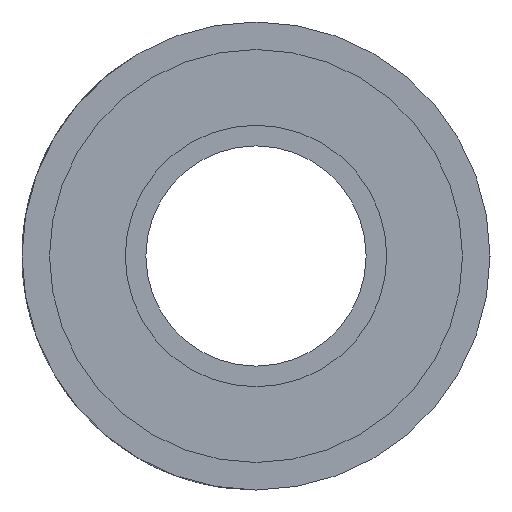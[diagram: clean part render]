
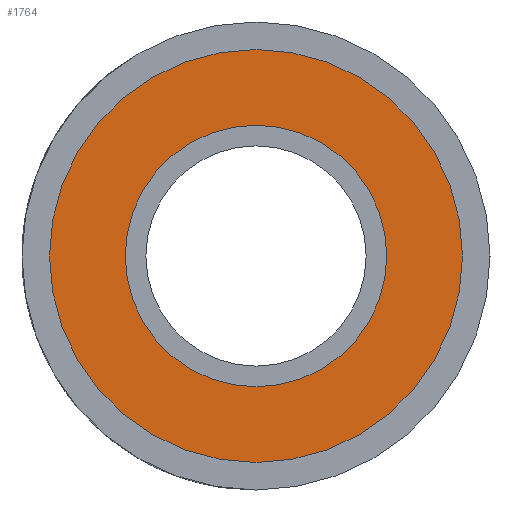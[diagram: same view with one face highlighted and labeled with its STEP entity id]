
A CAD part, left-side view. The second image highlights one B-rep face of the part: STEP entity #1764.
In plain terms, the highlighted planar face has unit normal (-1, 0, 0).
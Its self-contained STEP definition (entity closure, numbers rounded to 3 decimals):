
#351 = DIRECTION ( 'NONE',  ( -1., 0., 0. ) ) ;
#506 = VERTEX_POINT ( 'NONE', #4275 ) ;
#1033 = DIRECTION ( 'NONE',  ( 0., 0., 1. ) ) ;
#1414 = AXIS2_PLACEMENT_3D ( 'NONE', #4320, #9557, #2912 ) ;
#1437 = CIRCLE ( 'NONE', #4526, 4.75 ) ;
#1688 = EDGE_LOOP ( 'NONE', ( #6441, #3254 ) ) ;
#1735 = VERTEX_POINT ( 'NONE', #4998 ) ;
#1764 = ADVANCED_FACE ( 'NONE', ( #2963, #6595 ), #4273, .F. ) ;
#1776 = DIRECTION ( 'NONE',  ( -1., 0., 0. ) ) ;
#1832 = DIRECTION ( 'NONE',  ( 0., 0., -1. ) ) ;
#1980 = CARTESIAN_POINT ( 'NONE',  ( 0., 0., 0. ) ) ;
#2163 = ORIENTED_EDGE ( 'NONE', *, *, #6861, .T. ) ;
#2225 = CARTESIAN_POINT ( 'NONE',  ( 0., 0., 7.5 ) ) ;
#2912 = DIRECTION ( 'NONE',  ( 0., 0., -1. ) ) ;
#2963 = FACE_BOUND ( 'NONE', #1688, .T. ) ;
#3254 = ORIENTED_EDGE ( 'NONE', *, *, #6665, .F. ) ;
#3530 = EDGE_CURVE ( 'NONE', #6327, #8332, #4035, .T. ) ;
#3531 = DIRECTION ( 'NONE',  ( -1., 0., 0. ) ) ;
#3763 = CARTESIAN_POINT ( 'NONE',  ( 0., 0., -7.5 ) ) ;
#4035 = CIRCLE ( 'NONE', #9306, 7.5 ) ;
#4040 = EDGE_LOOP ( 'NONE', ( #2163, #6354 ) ) ;
#4273 = PLANE ( 'NONE',  #1414 ) ;
#4275 = CARTESIAN_POINT ( 'NONE',  ( 0., 0., -4.75 ) ) ;
#4320 = CARTESIAN_POINT ( 'NONE',  ( 0., 0., 0. ) ) ;
#4526 = AXIS2_PLACEMENT_3D ( 'NONE', #1980, #3531, #1832 ) ;
#4728 = DIRECTION ( 'NONE',  ( 0., 0., 1. ) ) ;
#4998 = CARTESIAN_POINT ( 'NONE',  ( 0., 0., 4.75 ) ) ;
#5028 = EDGE_CURVE ( 'NONE', #1735, #506, #6990, .T. ) ;
#5450 = CARTESIAN_POINT ( 'NONE',  ( 0., 0., 0. ) ) ;
#5798 = CARTESIAN_POINT ( 'NONE',  ( 0., 0., 0. ) ) ;
#6327 = VERTEX_POINT ( 'NONE', #3763 ) ;
#6354 = ORIENTED_EDGE ( 'NONE', *, *, #3530, .T. ) ;
#6441 = ORIENTED_EDGE ( 'NONE', *, *, #5028, .F. ) ;
#6595 = FACE_OUTER_BOUND ( 'NONE', #4040, .T. ) ;
#6665 = EDGE_CURVE ( 'NONE', #506, #1735, #1437, .T. ) ;
#6861 = EDGE_CURVE ( 'NONE', #8332, #6327, #8248, .T. ) ;
#6990 = CIRCLE ( 'NONE', #6994, 4.75 ) ;
#6994 = AXIS2_PLACEMENT_3D ( 'NONE', #5798, #8716, #7209 ) ;
#7037 = CARTESIAN_POINT ( 'NONE',  ( 0., 0., 0. ) ) ;
#7209 = DIRECTION ( 'NONE',  ( 0., 0., -1. ) ) ;
#8238 = AXIS2_PLACEMENT_3D ( 'NONE', #5450, #1776, #4728 ) ;
#8248 = CIRCLE ( 'NONE', #8238, 7.5 ) ;
#8332 = VERTEX_POINT ( 'NONE', #2225 ) ;
#8716 = DIRECTION ( 'NONE',  ( -1., 0., 0. ) ) ;
#9306 = AXIS2_PLACEMENT_3D ( 'NONE', #7037, #351, #1033 ) ;
#9557 = DIRECTION ( 'NONE',  ( 1., 0., 0. ) ) ;
